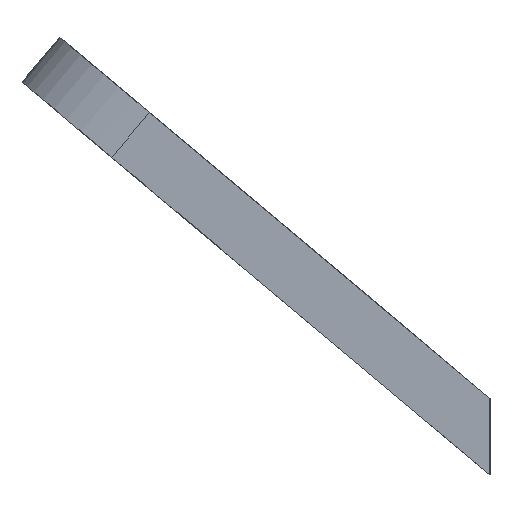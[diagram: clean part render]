
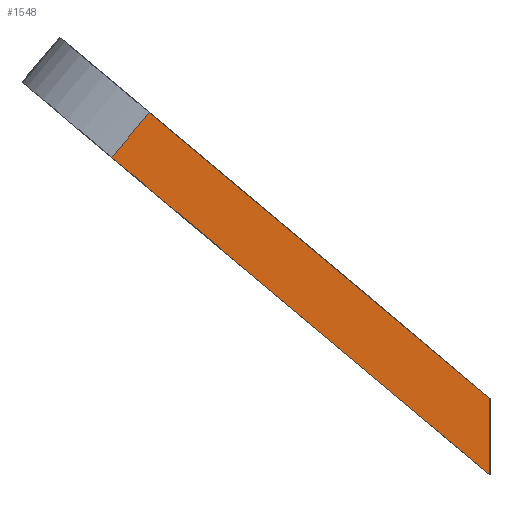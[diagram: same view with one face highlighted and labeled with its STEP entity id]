
A CAD part, left-side view. The second image highlights one B-rep face of the part: STEP entity #1548.
In plain terms, the highlighted planar face has unit normal (-1, 0, 0).
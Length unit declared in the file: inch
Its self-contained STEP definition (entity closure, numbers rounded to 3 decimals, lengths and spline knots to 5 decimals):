
#31 = CARTESIAN_POINT ( 'NONE',  ( -5.9375, -0.16866, -8.48085 ) ) ;
#108 = EDGE_CURVE ( 'NONE', #3060, #2119, #2371, .T. ) ;
#132 = VERTEX_POINT ( 'NONE', #808 ) ;
#318 = CARTESIAN_POINT ( 'NONE',  ( -5.9375, -0.32936, -8.28934 ) ) ;
#505 = DIRECTION ( 'NONE',  ( 0., 0., 1. ) ) ;
#532 = FACE_OUTER_BOUND ( 'NONE', #1556, .T. ) ;
#539 = LINE ( 'NONE', #318, #1355 ) ;
#584 = EDGE_CURVE ( 'NONE', #2198, #2119, #539, .T. ) ;
#768 = LINE ( 'NONE', #1742, #1468 ) ;
#770 = AXIS2_PLACEMENT_3D ( 'NONE', #1020, #2498, #2061 ) ;
#808 = CARTESIAN_POINT ( 'NONE',  ( -5.9375, 0.125, -8.23444 ) ) ;
#1009 = LINE ( 'NONE', #31, #2230 ) ;
#1020 = CARTESIAN_POINT ( 'NONE',  ( -5.9375, -0.16866, -8.48085 ) ) ;
#1053 = CARTESIAN_POINT ( 'NONE',  ( -5.9375, 1.73937, -6.87982 ) ) ;
#1138 = EDGE_CURVE ( 'NONE', #132, #2198, #768, .T. ) ;
#1221 = CARTESIAN_POINT ( 'NONE',  ( -5.9375, 1.57868, -6.68831 ) ) ;
#1355 = VECTOR ( 'NONE', #2562, 39.37008 ) ;
#1396 = ORIENTED_EDGE ( 'NONE', *, *, #108, .F. ) ;
#1468 = VECTOR ( 'NONE', #505, 39.37008 ) ;
#1548 = ADVANCED_FACE ( 'NONE', ( #532 ), #2811, .F. ) ;
#1556 = EDGE_LOOP ( 'NONE', ( #2928, #2563, #1982, #1396 ) ) ;
#1742 = CARTESIAN_POINT ( 'NONE',  ( -5.9375, 0.125, -8.48085 ) ) ;
#1982 = ORIENTED_EDGE ( 'NONE', *, *, #584, .T. ) ;
#2061 = DIRECTION ( 'NONE',  ( 0., 0., -1. ) ) ;
#2119 = VERTEX_POINT ( 'NONE', #1221 ) ;
#2198 = VERTEX_POINT ( 'NONE', #2312 ) ;
#2230 = VECTOR ( 'NONE', #3267, 39.37008 ) ;
#2312 = CARTESIAN_POINT ( 'NONE',  ( -5.9375, 0.125, -7.90809 ) ) ;
#2371 = LINE ( 'NONE', #1053, #3112 ) ;
#2498 = DIRECTION ( 'NONE',  ( 1., 0., 0. ) ) ;
#2562 = DIRECTION ( 'NONE',  ( 0., 0.766, 0.643 ) ) ;
#2563 = ORIENTED_EDGE ( 'NONE', *, *, #1138, .T. ) ;
#2605 = EDGE_CURVE ( 'NONE', #132, #3060, #1009, .T. ) ;
#2811 = PLANE ( 'NONE',  #770 ) ;
#2928 = ORIENTED_EDGE ( 'NONE', *, *, #2605, .F. ) ;
#3060 = VERTEX_POINT ( 'NONE', #3148 ) ;
#3108 = DIRECTION ( 'NONE',  ( 0., -0.643, 0.766 ) ) ;
#3112 = VECTOR ( 'NONE', #3108, 39.37008 ) ;
#3148 = CARTESIAN_POINT ( 'NONE',  ( -5.9375, 1.73937, -6.87982 ) ) ;
#3267 = DIRECTION ( 'NONE',  ( 0., 0.766, 0.643 ) ) ;
